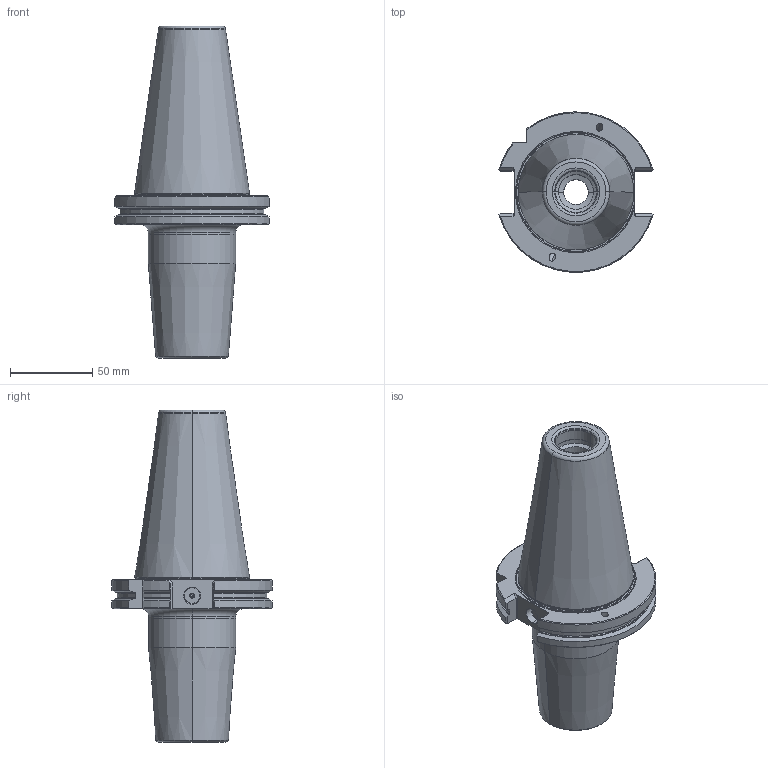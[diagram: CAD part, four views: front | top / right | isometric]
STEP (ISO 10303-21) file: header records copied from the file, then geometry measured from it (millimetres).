
FILE_DESCRIPTION(('no description'),'unknown implementation level');
FILE_NAME('E06541AE-9311-429D-8D8D-FA9E92872DED_export.stp',' ',('CIMSOURCE GmbH'),('CADClick - KiM GmbH - www.kimweb.de'),'unknown preprocess','ACIS','unknown authorization');
FILE_SCHEMA(('automotive_design'));
Length unit declared in the file: millimetre
Products named in the file (1): NONE
Bounding box: 93.52 x 97.27 x 201.6 mm (x, y, z)
Volume: 450917.7 mm3; surface area: 62351.4 mm2
Topology: 1 solids, 1 shells, 178 faces, 431 edges, 264 vertices
Faces by surface type: cylinder 57, plane 49, cone 42, torus 30
Entity records: 10431 total; most frequent: CARTESIAN_POINT 1348, DIRECTION 902, STYLED_ITEM 872, PRESENTATION_STYLE_ASSIGNMENT 872, COLOUR_RGB 872, ORIENTED_EDGE 858, EDGE_CURVE 429, CURVE_STYLE 429
